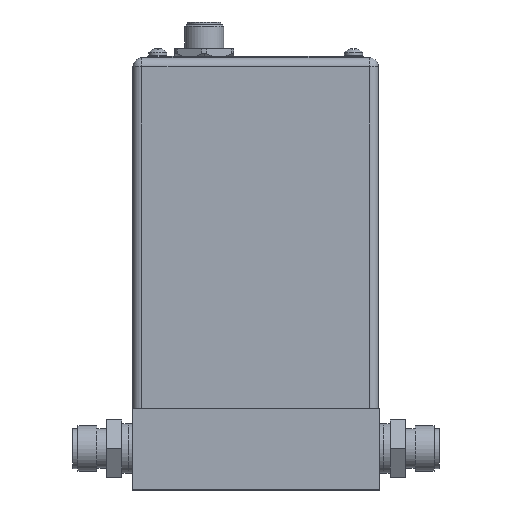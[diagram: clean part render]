
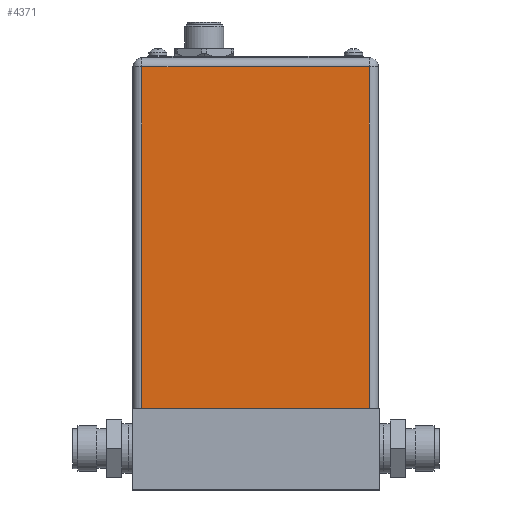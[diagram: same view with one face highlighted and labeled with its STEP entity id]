
A CAD part, top view. The second image highlights one B-rep face of the part: STEP entity #4371.
In plain terms, the highlighted planar face has unit normal (0, 0, 1).
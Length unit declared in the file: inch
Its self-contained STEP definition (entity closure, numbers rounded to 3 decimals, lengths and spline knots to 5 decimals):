
#3245=DIRECTION('',(0.,-1.,0.));
#3246=VECTOR('',#3245,4.14);
#3247=CARTESIAN_POINT('',(-1.3775,4.14,1.425));
#3248=LINE('',#3247,#3246);
#3263=DIRECTION('',(1.,0.,0.));
#3264=VECTOR('',#3263,2.755);
#3265=CARTESIAN_POINT('',(-1.3775,0.,1.425));
#3266=LINE('',#3265,#3264);
#3353=DIRECTION('',(0.,1.,0.));
#3354=VECTOR('',#3353,4.14);
#3355=CARTESIAN_POINT('',(1.3775,0.,1.425));
#3356=LINE('',#3355,#3354);
#3361=DIRECTION('',(-1.,0.,0.));
#3362=VECTOR('',#3361,2.755);
#3363=CARTESIAN_POINT('',(1.3775,4.14,1.425));
#3364=LINE('',#3363,#3362);
#3959=CARTESIAN_POINT('',(-1.3775,0.,1.425));
#3960=VERTEX_POINT('',#3959);
#3961=CARTESIAN_POINT('',(-1.3775,4.14,1.425));
#3962=VERTEX_POINT('',#3961);
#3965=CARTESIAN_POINT('',(1.3775,0.,1.425));
#3966=VERTEX_POINT('',#3965);
#4005=CARTESIAN_POINT('',(1.3775,4.14,1.425));
#4006=VERTEX_POINT('',#4005);
#4359=CARTESIAN_POINT('',(-1.4875,0.,1.425));
#4360=DIRECTION('',(0.,0.,1.));
#4361=DIRECTION('',(1.,0.,0.));
#4362=AXIS2_PLACEMENT_3D('',#4359,#4360,#4361);
#4363=PLANE('',#4362);
#4364=ORIENTED_EDGE('',*,*,#4351,.F.);
#4365=ORIENTED_EDGE('',*,*,#4248,.F.);
#4366=ORIENTED_EDGE('',*,*,#4234,.F.);
#4368=ORIENTED_EDGE('',*,*,#4367,.F.);
#4369=EDGE_LOOP('',(#4364,#4365,#4366,#4368));
#4370=FACE_OUTER_BOUND('',#4369,.F.);
#4371=ADVANCED_FACE('',(#4370),#4363,.T.);
#4234=EDGE_CURVE('',#3962,#3960,#3248,.T.);
#4248=EDGE_CURVE('',#3960,#3966,#3266,.T.);
#4351=EDGE_CURVE('',#3966,#4006,#3356,.T.);
#4367=EDGE_CURVE('',#4006,#3962,#3364,.T.);
